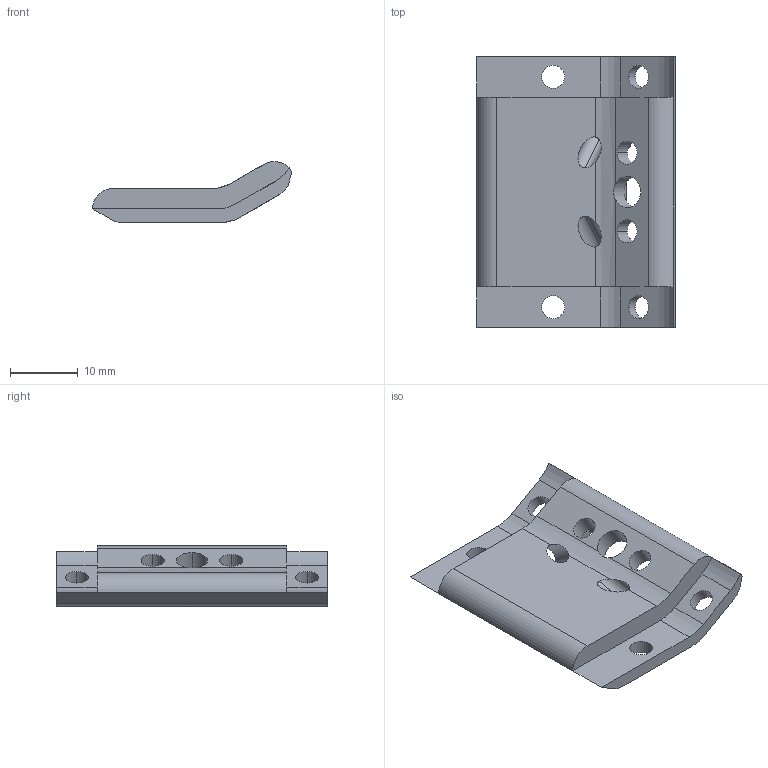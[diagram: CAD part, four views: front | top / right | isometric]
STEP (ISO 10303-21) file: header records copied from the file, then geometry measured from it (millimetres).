
FILE_DESCRIPTION (( 'STEP AP214' ), '1' );
FILE_NAME ('antennamount_unifysma.step', '2018-05-28T10:05:18', ( 'AuE Kassel' ), ( 'AuE Kassel GmbH' ), 'SwSTEP 2.0', 'SolidWorks 2018', '' );
FILE_SCHEMA (( 'AUTOMOTIVE_DESIGN' ));
Length unit declared in the file: millimetre
Products named in the file (1): antennamount_unifysma
Bounding box: 29.34 x 40 x 9 mm (x, y, z)
Volume: 4243.6 mm3; surface area: 3136.8 mm2
Topology: 1 solids, 1 shells, 52 faces, 160 edges, 106 vertices
Faces by surface type: cylinder 29, plane 23
Entity records: 1966 total; most frequent: CARTESIAN_POINT 459, ORIENTED_EDGE 320, DIRECTION 300, EDGE_CURVE 160, VERTEX_POINT 106, AXIS2_PLACEMENT_3D 105, LINE 90, VECTOR 90
